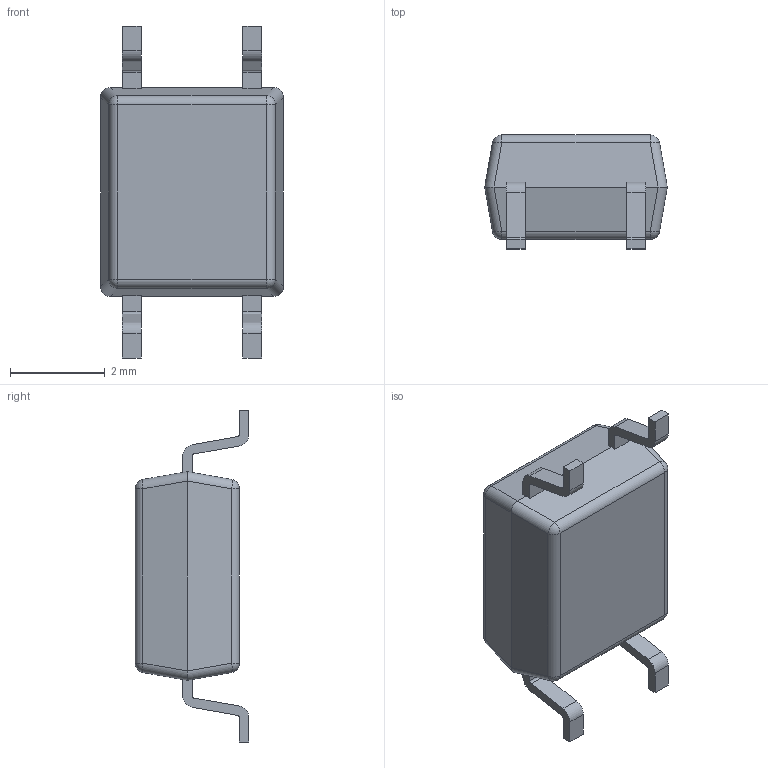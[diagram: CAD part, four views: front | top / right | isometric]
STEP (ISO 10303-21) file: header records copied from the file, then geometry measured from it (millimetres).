
FILE_DESCRIPTION (( 'STEP AP214' ), '1' );
FILE_NAME ('VOM618A-1T.STEP', '2018-10-03T11:36:24', ( '' ), ( '' ), 'SwSTEP 2.0', 'SolidWorks 2017', '' );
FILE_SCHEMA (( 'AUTOMOTIVE_DESIGN' ));
Length unit declared in the file: millimetre
Products named in the file (1): VOM618A-1T
Bounding box: 3.85 x 2.4 x 7 mm (x, y, z)
Volume: 34.3 mm3; surface area: 71.9 mm2
Topology: 5 solids, 5 shells, 97 faces, 234 edges, 140 vertices
Faces by surface type: plane 55, cylinder 34, sphere 8
Entity records: 3289 total; most frequent: DIRECTION 478, CARTESIAN_POINT 476, ORIENTED_EDGE 452, EDGE_CURVE 226, VECTOR 162, LINE 162, AXIS2_PLACEMENT_3D 158, VERTEX_POINT 140
